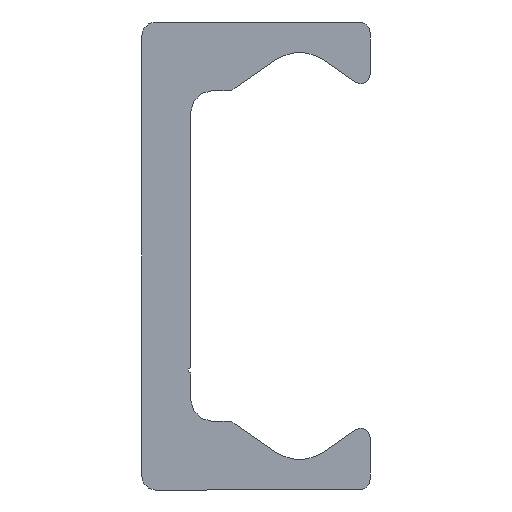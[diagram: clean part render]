
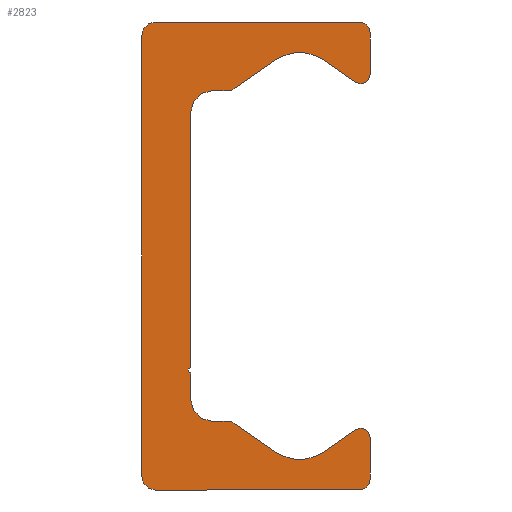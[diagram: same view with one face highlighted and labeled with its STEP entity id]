
A CAD part, left-side view. The second image highlights one B-rep face of the part: STEP entity #2823.
In plain terms, the highlighted planar face has unit normal (-1, 0, 0).
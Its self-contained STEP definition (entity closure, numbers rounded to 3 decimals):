
#1764=CARTESIAN_POINT('',(0.0,9.25,-21.5));
#1765=VERTEX_POINT('',#1764);
#1772=CARTESIAN_POINT('',(0.0,10.5,-20.25));
#1773=VERTEX_POINT('',#1772);
#1774=CARTESIAN_POINT('',(0.0,9.25,-20.25));
#1775=DIRECTION('',(1.0,0.0,0.0));
#1776=DIRECTION('',(0.0,0.0,-1.0));
#1777=AXIS2_PLACEMENT_3D('',#1774,#1775,#1776);
#1778=CIRCLE('',#1777,1.25);
#1779=EDGE_CURVE('',#1765,#1773,#1778,.T.);
#1803=CARTESIAN_POINT('',(0.0,-9.5,-21.5));
#1804=VERTEX_POINT('',#1803);
#1811=CARTESIAN_POINT('',(0.0,-9.5,-21.5));
#1812=DIRECTION('',(0.0,1.0,0.0));
#1813=VECTOR('',#1812,18.75);
#1814=LINE('',#1811,#1813);
#1815=EDGE_CURVE('',#1804,#1765,#1814,.T.);
#1835=CARTESIAN_POINT('',(0.0,-10.5,-20.5));
#1836=VERTEX_POINT('',#1835);
#1843=CARTESIAN_POINT('',(0.0,-9.5,-20.5));
#1844=DIRECTION('',(1.0,0.0,0.0));
#1845=DIRECTION('',(0.0,-1.0,0.0));
#1846=AXIS2_PLACEMENT_3D('',#1843,#1844,#1845);
#1847=CIRCLE('',#1846,1.0);
#1848=EDGE_CURVE('',#1836,#1804,#1847,.T.);
#1867=CARTESIAN_POINT('',(0.0,-10.5,-16.65));
#1868=VERTEX_POINT('',#1867);
#1875=CARTESIAN_POINT('',(0.0,-10.5,-16.65));
#1876=DIRECTION('',(0.0,0.0,-1.0));
#1877=VECTOR('',#1876,3.85);
#1878=LINE('',#1875,#1877);
#1879=EDGE_CURVE('',#1868,#1836,#1878,.T.);
#1899=CARTESIAN_POINT('',(0.0,-9.162,-15.954));
#1900=VERTEX_POINT('',#1899);
#1907=CARTESIAN_POINT('',(0.0,-9.65,-16.65));
#1908=DIRECTION('',(1.0,0.0,0.0));
#1909=DIRECTION('',(0.0,0.574,0.819));
#1910=AXIS2_PLACEMENT_3D('',#1907,#1908,#1909);
#1911=CIRCLE('',#1910,0.85);
#1912=EDGE_CURVE('',#1900,#1868,#1911,.T.);
#1931=CARTESIAN_POINT('',(0.0,-6.294,-17.962));
#1932=VERTEX_POINT('',#1931);
#1939=CARTESIAN_POINT('',(0.0,-6.294,-17.962));
#1940=DIRECTION('',(0.0,-0.819,0.574));
#1941=VECTOR('',#1940,3.501);
#1942=LINE('',#1939,#1941);
#1943=EDGE_CURVE('',#1932,#1900,#1942,.T.);
#1963=CARTESIAN_POINT('',(0.0,-1.706,-17.962));
#1964=VERTEX_POINT('',#1963);
#1971=CARTESIAN_POINT('',(0.0,-4.,-14.685));
#1972=DIRECTION('',(-1.0,0.0,0.0));
#1973=DIRECTION('',(0.0,0.574,0.819));
#1974=AXIS2_PLACEMENT_3D('',#1971,#1972,#1973);
#1975=CIRCLE('',#1974,4.0);
#1976=EDGE_CURVE('',#1964,#1932,#1975,.T.);
#1995=CARTESIAN_POINT('',(0.0,1.981,-15.381));
#1996=VERTEX_POINT('',#1995);
#2003=CARTESIAN_POINT('',(0.0,1.981,-15.381));
#2004=DIRECTION('',(0.0,-0.819,-0.574));
#2005=VECTOR('',#2004,4.5);
#2006=LINE('',#2003,#2005);
#2007=EDGE_CURVE('',#1996,#1964,#2006,.T.);
#2027=CARTESIAN_POINT('',(0.0,2.554,-15.2));
#2028=VERTEX_POINT('',#2027);
#2035=CARTESIAN_POINT('',(0.0,2.554,-16.2));
#2036=DIRECTION('',(1.0,0.0,0.0));
#2037=DIRECTION('',(0.0,0.0,1.0));
#2038=AXIS2_PLACEMENT_3D('',#2035,#2036,#2037);
#2039=CIRCLE('',#2038,1.);
#2040=EDGE_CURVE('',#2028,#1996,#2039,.T.);
#2059=CARTESIAN_POINT('',(0.0,4.0,-15.2));
#2060=VERTEX_POINT('',#2059);
#2067=CARTESIAN_POINT('',(0.0,4.0,-15.2));
#2068=DIRECTION('',(0.0,-1.0,0.0));
#2069=VECTOR('',#2068,1.446);
#2070=LINE('',#2067,#2069);
#2071=EDGE_CURVE('',#2060,#2028,#2070,.T.);
#2091=CARTESIAN_POINT('',(0.0,6.,-13.2));
#2092=VERTEX_POINT('',#2091);
#2099=CARTESIAN_POINT('',(0.0,4.,-13.2));
#2100=DIRECTION('',(-1.0,0.0,0.0));
#2101=DIRECTION('',(0.0,0.0,1.0));
#2102=AXIS2_PLACEMENT_3D('',#2099,#2100,#2101);
#2103=CIRCLE('',#2102,2.0);
#2104=EDGE_CURVE('',#2092,#2060,#2103,.T.);
#2123=CARTESIAN_POINT('',(0.0,6.,-10.75));
#2124=VERTEX_POINT('',#2123);
#2131=CARTESIAN_POINT('',(0.0,6.,-10.75));
#2132=DIRECTION('',(0.0,0.0,-1.0));
#2133=VECTOR('',#2132,2.45);
#2134=LINE('',#2131,#2133);
#2135=EDGE_CURVE('',#2124,#2092,#2134,.T.);
#2155=CARTESIAN_POINT('',(0.0,6.,-10.25));
#2156=VERTEX_POINT('',#2155);
#2163=CARTESIAN_POINT('',(0.0,6.,-10.5));
#2164=DIRECTION('',(-1.0,0.0,0.0));
#2165=DIRECTION('',(0.0,0.0,1.0));
#2166=AXIS2_PLACEMENT_3D('',#2163,#2164,#2165);
#2167=CIRCLE('',#2166,0.25);
#2168=EDGE_CURVE('',#2156,#2124,#2167,.T.);
#2187=CARTESIAN_POINT('',(0.0,6.,13.2));
#2188=VERTEX_POINT('',#2187);
#2195=CARTESIAN_POINT('',(0.0,6.,13.2));
#2196=DIRECTION('',(0.0,0.0,-1.0));
#2197=VECTOR('',#2196,23.45);
#2198=LINE('',#2195,#2197);
#2199=EDGE_CURVE('',#2188,#2156,#2198,.T.);
#2324=CARTESIAN_POINT('',(0.0,4.0,15.2));
#2325=VERTEX_POINT('',#2324);
#2332=CARTESIAN_POINT('',(0.0,4.,13.2));
#2333=DIRECTION('',(-1.0,0.0,0.0));
#2334=DIRECTION('',(0.0,-1.0,0.0));
#2335=AXIS2_PLACEMENT_3D('',#2332,#2333,#2334);
#2336=CIRCLE('',#2335,2.0);
#2337=EDGE_CURVE('',#2325,#2188,#2336,.T.);
#2356=CARTESIAN_POINT('',(0.0,2.554,15.2));
#2357=VERTEX_POINT('',#2356);
#2364=CARTESIAN_POINT('',(0.0,2.554,15.2));
#2365=DIRECTION('',(0.0,1.0,0.0));
#2366=VECTOR('',#2365,1.446);
#2367=LINE('',#2364,#2366);
#2368=EDGE_CURVE('',#2357,#2325,#2367,.T.);
#2388=CARTESIAN_POINT('',(0.0,1.981,15.381));
#2389=VERTEX_POINT('',#2388);
#2396=CARTESIAN_POINT('',(0.0,2.554,16.2));
#2397=DIRECTION('',(1.0,0.0,0.0));
#2398=DIRECTION('',(0.0,-0.574,-0.819));
#2399=AXIS2_PLACEMENT_3D('',#2396,#2397,#2398);
#2400=CIRCLE('',#2399,1.);
#2401=EDGE_CURVE('',#2389,#2357,#2400,.T.);
#2420=CARTESIAN_POINT('',(0.0,-1.706,17.962));
#2421=VERTEX_POINT('',#2420);
#2428=CARTESIAN_POINT('',(0.0,-1.706,17.962));
#2429=DIRECTION('',(0.0,0.819,-0.574));
#2430=VECTOR('',#2429,4.5);
#2431=LINE('',#2428,#2430);
#2432=EDGE_CURVE('',#2421,#2389,#2431,.T.);
#2452=CARTESIAN_POINT('',(0.0,-6.294,17.962));
#2453=VERTEX_POINT('',#2452);
#2460=CARTESIAN_POINT('',(0.0,-4.,14.685));
#2461=DIRECTION('',(-1.0,0.0,0.0));
#2462=DIRECTION('',(0.0,-0.574,-0.819));
#2463=AXIS2_PLACEMENT_3D('',#2460,#2461,#2462);
#2464=CIRCLE('',#2463,4.0);
#2465=EDGE_CURVE('',#2453,#2421,#2464,.T.);
#2484=CARTESIAN_POINT('',(0.0,-9.162,15.954));
#2485=VERTEX_POINT('',#2484);
#2492=CARTESIAN_POINT('',(0.0,-9.162,15.954));
#2493=DIRECTION('',(0.0,0.819,0.574));
#2494=VECTOR('',#2493,3.501);
#2495=LINE('',#2492,#2494);
#2496=EDGE_CURVE('',#2485,#2453,#2495,.T.);
#2516=CARTESIAN_POINT('',(0.0,-10.5,16.65));
#2517=VERTEX_POINT('',#2516);
#2524=CARTESIAN_POINT('',(0.0,-9.65,16.65));
#2525=DIRECTION('',(1.0,0.0,0.0));
#2526=DIRECTION('',(0.0,-1.0,0.0));
#2527=AXIS2_PLACEMENT_3D('',#2524,#2525,#2526);
#2528=CIRCLE('',#2527,0.85);
#2529=EDGE_CURVE('',#2517,#2485,#2528,.T.);
#2548=CARTESIAN_POINT('',(0.0,-10.5,20.5));
#2549=VERTEX_POINT('',#2548);
#2556=CARTESIAN_POINT('',(0.0,-10.5,20.5));
#2557=DIRECTION('',(0.0,0.0,-1.0));
#2558=VECTOR('',#2557,3.85);
#2559=LINE('',#2556,#2558);
#2560=EDGE_CURVE('',#2549,#2517,#2559,.T.);
#2580=CARTESIAN_POINT('',(0.0,-9.5,21.5));
#2581=VERTEX_POINT('',#2580);
#2588=CARTESIAN_POINT('',(0.0,-9.5,20.5));
#2589=DIRECTION('',(1.0,0.0,0.0));
#2590=DIRECTION('',(0.0,0.0,1.0));
#2591=AXIS2_PLACEMENT_3D('',#2588,#2589,#2590);
#2592=CIRCLE('',#2591,1.0);
#2593=EDGE_CURVE('',#2581,#2549,#2592,.T.);
#2612=CARTESIAN_POINT('',(0.0,9.25,21.5));
#2613=VERTEX_POINT('',#2612);
#2620=CARTESIAN_POINT('',(0.0,9.25,21.5));
#2621=DIRECTION('',(0.0,-1.0,0.0));
#2622=VECTOR('',#2621,18.75);
#2623=LINE('',#2620,#2622);
#2624=EDGE_CURVE('',#2613,#2581,#2623,.T.);
#2644=CARTESIAN_POINT('',(0.0,10.5,20.25));
#2645=VERTEX_POINT('',#2644);
#2652=CARTESIAN_POINT('',(0.0,9.25,20.25));
#2653=DIRECTION('',(1.0,0.0,0.0));
#2654=DIRECTION('',(0.0,1.0,0.0));
#2655=AXIS2_PLACEMENT_3D('',#2652,#2653,#2654);
#2656=CIRCLE('',#2655,1.25);
#2657=EDGE_CURVE('',#2645,#2613,#2656,.T.);
#2675=CARTESIAN_POINT('',(0.0,10.5,-20.25));
#2676=DIRECTION('',(0.0,0.0,1.0));
#2677=VECTOR('',#2676,40.5);
#2678=LINE('',#2675,#2677);
#2679=EDGE_CURVE('',#1773,#2645,#2678,.T.);
#2790=CARTESIAN_POINT('',(0.0,2.66,-0.019));
#2791=DIRECTION('',(1.0,0.0,0.0));
#2792=DIRECTION('',(0.0,0.0,-1.0));
#2793=AXIS2_PLACEMENT_3D('',#2790,#2791,#2792);
#2794=PLANE('',#2793);
#2795=ORIENTED_EDGE('',*,*,#2679,.F.);
#2796=ORIENTED_EDGE('',*,*,#1779,.F.);
#2797=ORIENTED_EDGE('',*,*,#1815,.F.);
#2798=ORIENTED_EDGE('',*,*,#1848,.F.);
#2799=ORIENTED_EDGE('',*,*,#1879,.F.);
#2800=ORIENTED_EDGE('',*,*,#1912,.F.);
#2801=ORIENTED_EDGE('',*,*,#1943,.F.);
#2802=ORIENTED_EDGE('',*,*,#1976,.F.);
#2803=ORIENTED_EDGE('',*,*,#2007,.F.);
#2804=ORIENTED_EDGE('',*,*,#2040,.F.);
#2805=ORIENTED_EDGE('',*,*,#2071,.F.);
#2806=ORIENTED_EDGE('',*,*,#2104,.F.);
#2807=ORIENTED_EDGE('',*,*,#2135,.F.);
#2808=ORIENTED_EDGE('',*,*,#2168,.F.);
#2809=ORIENTED_EDGE('',*,*,#2199,.F.);
#2810=ORIENTED_EDGE('',*,*,#2337,.F.);
#2811=ORIENTED_EDGE('',*,*,#2368,.F.);
#2812=ORIENTED_EDGE('',*,*,#2401,.F.);
#2813=ORIENTED_EDGE('',*,*,#2432,.F.);
#2814=ORIENTED_EDGE('',*,*,#2465,.F.);
#2815=ORIENTED_EDGE('',*,*,#2496,.F.);
#2816=ORIENTED_EDGE('',*,*,#2529,.F.);
#2817=ORIENTED_EDGE('',*,*,#2560,.F.);
#2818=ORIENTED_EDGE('',*,*,#2593,.F.);
#2819=ORIENTED_EDGE('',*,*,#2624,.F.);
#2820=ORIENTED_EDGE('',*,*,#2657,.F.);
#2821=EDGE_LOOP('',(#2795,#2796,#2797,#2798,#2799,#2800,#2801,#2802,#2803,#2804,#2805,#2806,#2807,#2808,#2809,#2810,#2811,#2812,#2813,#2814,#2815,#2816,#2817,#2818,#2819,#2820));
#2822=FACE_OUTER_BOUND('',#2821,.T.);
#2823=ADVANCED_FACE('',(#2822),#2794,.F.);
